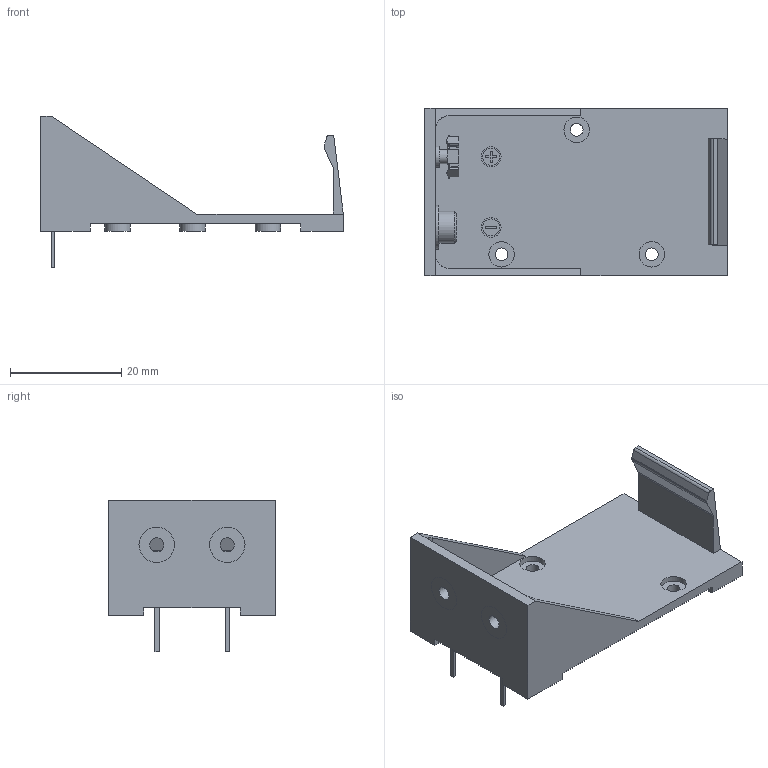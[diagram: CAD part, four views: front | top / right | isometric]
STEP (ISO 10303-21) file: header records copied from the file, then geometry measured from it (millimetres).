
FILE_DESCRIPTION(/* description */ (''),/* implementation_level */ '2;1');
FILE_NAME(/* name */ 'MPD - BH9VPC.step',/* time_stamp */ '2022-06-16T05:18:20+01:00',/* author */ (''),/* organization */ (''),/* preprocessor_version */ 'ST-DEVELOPER v19',/* originating_system */ 'Autodesk Translation Framework v11.7.0.108',/* authorisation */ '');
FILE_SCHEMA (('AUTOMOTIVE_DESIGN { 1 0 10303 214 3 1 1 }'));
Length unit declared in the file: inch
Products named in the file (1): MPD - BH9VPC
Bounding box: 54.36 x 29.97 x 27.23 mm (x, y, z)
Volume: 5263 mm3; surface area: 7038.6 mm2
Topology: 5 solids, 5 shells, 187 faces, 465 edges, 304 vertices
Faces by surface type: plane 148, cylinder 37, cone 2
Full cylindrical faces by diameter (mm): 2.286 x3, 2.54 x2, 3.048 x2, 3.556 x2, 3.81 x4, 4.572 x6, 4.953 x1, 5.715 x1, 6.35 x4, 7.925 x1
Entity records: 5572 total; most frequent: CARTESIAN_POINT 969, ORIENTED_EDGE 930, DIRECTION 917, EDGE_CURVE 465, LINE 377, VECTOR 377, VERTEX_POINT 304, AXIS2_PLACEMENT_3D 270
